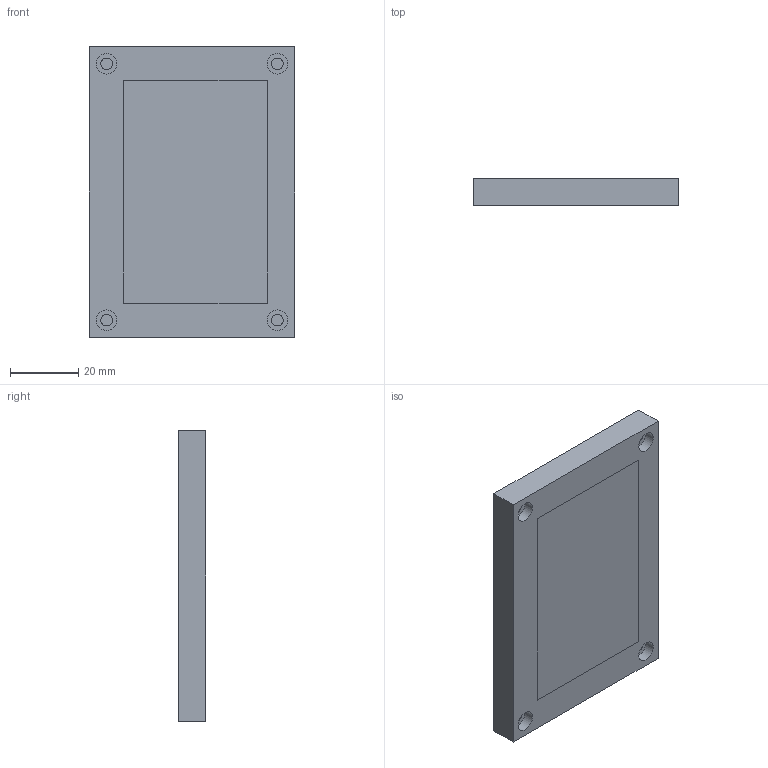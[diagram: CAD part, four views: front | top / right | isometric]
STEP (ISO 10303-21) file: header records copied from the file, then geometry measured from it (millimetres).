
FILE_DESCRIPTION(/* description */ ('','CAx-IF Rec.Pracs.---Representation and Presentation of Product Manufacturing Information (PMI)---4.0---2014-10-13'),/* implementation_level */ '2;1');
FILE_NAME(/* name */ 'd875c4fb-8c0f-44bc-9c41-74ce3cc59762.step',/* time_stamp */ '2025-02-20T23:29:05Z',/* author */ (''),/* organization */ (''),/* preprocessor_version */ 'ST-DEVELOPER v20',/* originating_system */ 'Autodesk Translation Framework v13.20.0.188',/* authorisation */ '');
FILE_SCHEMA (('AP242_MANAGED_MODEL_BASED_3D_ENGINEERING_MIM_LF { 1 0 10303 442 1 1 4 }'));
Length unit declared in the file: millimetre
Products named in the file (1): (Unsaved)
Bounding box: 60 x 8 x 85 mm (x, y, z)
Volume: 26142.8 mm3; surface area: 16688.3 mm2
Topology: 1 solids, 6 shells, 31 faces, 68 edges, 48 vertices
Faces by surface type: plane 23, cylinder 8
Full cylindrical faces by diameter (mm): 3.4 x4, 6 x4
Entity records: 912 total; most frequent: DIRECTION 152, CARTESIAN_POINT 148, ORIENTED_EDGE 128, EDGE_CURVE 68, AXIS2_PLACEMENT_3D 52, LINE 48, VECTOR 48, VERTEX_POINT 48
